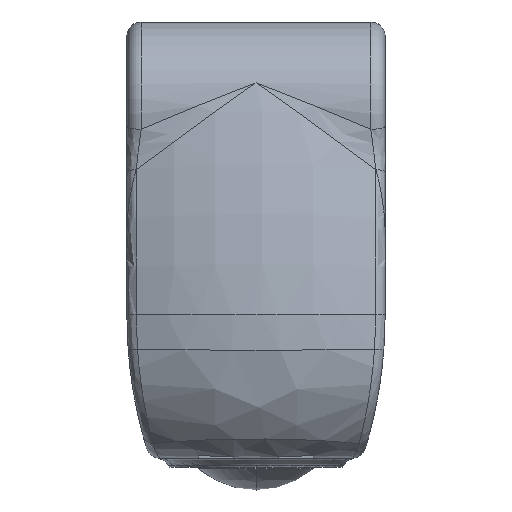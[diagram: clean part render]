
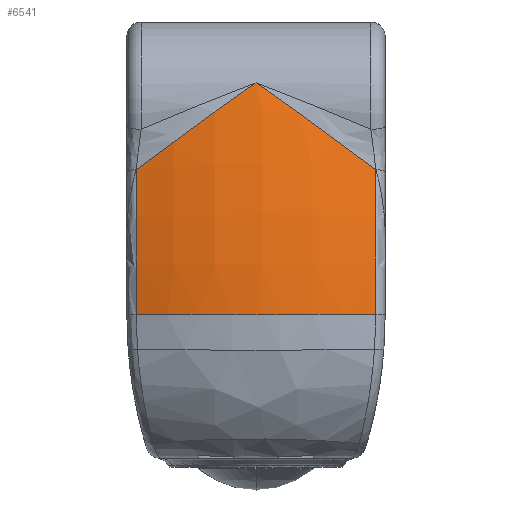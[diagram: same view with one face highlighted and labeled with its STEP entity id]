
A CAD part, front view. The second image highlights one B-rep face of the part: STEP entity #6541.
In plain terms, the highlighted toroidal (fillet/blend) face has major radius 16.805 mm and minor radius 12 mm.
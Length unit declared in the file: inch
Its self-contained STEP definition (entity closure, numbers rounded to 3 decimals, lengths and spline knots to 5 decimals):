
#85=CARTESIAN_POINT('',(-0.16433,1.13334,
-0.0404));
#86=DIRECTION('',(1.,0.,0.));
#87=DIRECTION('',(0.,-0.976,0.217));
#88=AXIS2_PLACEMENT_3D('',#85,#86,#87);
#108=CARTESIAN_POINT('',(-0.16433,0.05508,
0.19921));
#163=CARTESIAN_POINT('',(-0.16433,0.05508,
0.19921));
#164=CARTESIAN_POINT('',(-0.15713,0.05352,
0.2045));
#165=CARTESIAN_POINT('',(-0.14251,0.05083,
0.21527));
#166=CARTESIAN_POINT('',(-0.11987,0.04817,
0.23201));
#167=CARTESIAN_POINT('',(-0.09664,0.04694,
0.24913));
#168=CARTESIAN_POINT('',(-0.07292,0.04722,
0.2665));
#169=CARTESIAN_POINT('',(-0.04883,0.04902,
0.28392));
#170=CARTESIAN_POINT('',(-0.02448,0.05235,
0.30121));
#171=CARTESIAN_POINT('',(-0.00817,0.05558,
0.31252));
#172=CARTESIAN_POINT('',(0.,0.05744,
0.31811));
#271=CARTESIAN_POINT('',(0.16433,1.13334,
-0.0404));
#272=DIRECTION('',(-1.,0.,0.));
#273=DIRECTION('',(0.,-0.999,0.037));
#274=AXIS2_PLACEMENT_3D('',#271,#272,#273);
#878=CARTESIAN_POINT('',(0.,0.47244,0.));
#879=DIRECTION('',(0.,0.,1.));
#880=DIRECTION('',(-0.348,-0.938,0.));
#881=AXIS2_PLACEMENT_3D('',#878,#879,#880);
#883=CARTESIAN_POINT('',(0.,0.47244,0.));
#884=DIRECTION('',(0.,0.,1.));
#885=DIRECTION('',(0.071,-0.997,0.));
#886=AXIS2_PLACEMENT_3D('',#883,#884,#885);
#888=CARTESIAN_POINT('',(0.02581,0.00071,
0.));
#889=CARTESIAN_POINT('',(0.02703,0.00077,
0.));
#890=CARTESIAN_POINT('',(0.02952,0.00092,
0.));
#891=CARTESIAN_POINT('',(0.0321,0.00109,
0.00001));
#892=CARTESIAN_POINT('',(0.0334,0.00118,
0.00001));
#894=CARTESIAN_POINT('',(0.,0.47244,0.));
#895=DIRECTION('',(0.,0.,1.));
#896=DIRECTION('',(-0.055,-0.999,0.));
#897=AXIS2_PLACEMENT_3D('',#894,#895,#896);
#899=CARTESIAN_POINT('',(-0.03338,0.00118,
0.));
#900=CARTESIAN_POINT('',(-0.03212,0.00109,
0.));
#901=CARTESIAN_POINT('',(-0.0296,0.00092,
0.));
#902=CARTESIAN_POINT('',(-0.02707,0.00077,
0.));
#903=CARTESIAN_POINT('',(-0.02581,0.00071,
0.));
#905=CARTESIAN_POINT('',(0.16433,0.05508,
0.19921));
#914=CARTESIAN_POINT('',(0.,0.05744,
0.31811));
#915=CARTESIAN_POINT('',(0.00817,0.05558,
0.31252));
#916=CARTESIAN_POINT('',(0.02448,0.05235,
0.30121));
#917=CARTESIAN_POINT('',(0.04883,0.04902,
0.28392));
#918=CARTESIAN_POINT('',(0.07292,0.04722,
0.2665));
#919=CARTESIAN_POINT('',(0.09664,0.04694,
0.24913));
#920=CARTESIAN_POINT('',(0.11987,0.04817,
0.23201));
#921=CARTESIAN_POINT('',(0.14251,0.05083,
0.21527));
#922=CARTESIAN_POINT('',(0.15713,0.05352,
0.20449));
#923=CARTESIAN_POINT('',(0.16433,0.05508,
0.19921));
#4746=VERTEX_POINT('',#108);
#4754=VERTEX_POINT('',#172);
#4762=VERTEX_POINT('',#905);
#5056=CARTESIAN_POINT('',(-0.16433,0.0295,
0.));
#5057=CARTESIAN_POINT('',(-0.03338,0.00118,
0.));
#5058=VERTEX_POINT('',#5056);
#5059=VERTEX_POINT('',#5057);
#5064=CARTESIAN_POINT('',(0.16433,0.0295,
0.));
#5065=VERTEX_POINT('',#5064);
#5068=VERTEX_POINT('',#903);
#5069=CARTESIAN_POINT('',(0.0258,0.00071,
0.));
#5070=VERTEX_POINT('',#5069);
#5071=VERTEX_POINT('',#892);
#6524=CARTESIAN_POINT('',(0.,1.13334,-0.0404));
#6525=DIRECTION('',(-1.,0.,0.));
#6526=DIRECTION('',(0.,0.999,-0.036));
#6527=AXIS2_PLACEMENT_3D('',#6524,#6525,#6526);
#6528=TOROIDAL_SURFACE('',#6527,0.66161,0.47244);
#6529=ORIENTED_EDGE('',*,*,#6507,.F.);
#6530=ORIENTED_EDGE('',*,*,#5265,.F.);
#6531=ORIENTED_EDGE('',*,*,#5438,.T.);
#6533=ORIENTED_EDGE('',*,*,#6532,.T.);
#6534=ORIENTED_EDGE('',*,*,#5630,.F.);
#6535=ORIENTED_EDGE('',*,*,#6515,.F.);
#6536=ORIENTED_EDGE('',*,*,#6513,.F.);
#6537=ORIENTED_EDGE('',*,*,#6511,.F.);
#6538=ORIENTED_EDGE('',*,*,#6509,.F.);
#6539=EDGE_LOOP('',(#6529,#6530,#6531,#6533,#6534,#6535,#6536,#6537,#6538));
#6540=FACE_OUTER_BOUND('',#6539,.F.);
#6541=ADVANCED_FACE('',(#6540),#6528,.T.);
#89=CIRCLE('',#88,1.10456);
#173=B_SPLINE_CURVE_WITH_KNOTS('',3,(#163,#164,#165,#166,#167,#168,#169,#170,
#171,#172),.UNSPECIFIED.,.F.,.F.,(4,1,1,1,1,1,1,4),(0.,0.14286,
0.28571,0.42857,0.57143,0.71429,
0.85714,1.),.UNSPECIFIED.);
#275=CIRCLE('',#274,1.10456);
#882=CIRCLE('',#881,0.47244);
#887=CIRCLE('',#886,0.47244);
#893=B_SPLINE_CURVE_WITH_KNOTS('',3,(#888,#889,#890,#891,#892),.UNSPECIFIED.,
.F.,.F.,(4,1,4),(0.,0.5,1.),.UNSPECIFIED.);
#898=CIRCLE('',#897,0.47244);
#904=B_SPLINE_CURVE_WITH_KNOTS('',3,(#899,#900,#901,#902,#903),.UNSPECIFIED.,
.F.,.F.,(4,1,4),(0.,0.5,1.),.UNSPECIFIED.);
#924=B_SPLINE_CURVE_WITH_KNOTS('',3,(#914,#915,#916,#917,#918,#919,#920,#921,
#922,#923),.UNSPECIFIED.,.F.,.F.,(4,1,1,1,1,1,1,4),(0.,0.14286,
0.28571,0.42857,0.57143,0.71429,
0.85714,1.),.UNSPECIFIED.);
#5265=EDGE_CURVE('',#4746,#5058,#89,.T.);
#5438=EDGE_CURVE('',#4746,#4754,#173,.T.);
#5630=EDGE_CURVE('',#5065,#4762,#275,.T.);
#6507=EDGE_CURVE('',#5058,#5059,#882,.T.);
#6509=EDGE_CURVE('',#5059,#5068,#904,.T.);
#6511=EDGE_CURVE('',#5068,#5070,#898,.T.);
#6513=EDGE_CURVE('',#5070,#5071,#893,.T.);
#6515=EDGE_CURVE('',#5071,#5065,#887,.T.);
#6532=EDGE_CURVE('',#4754,#4762,#924,.T.);
